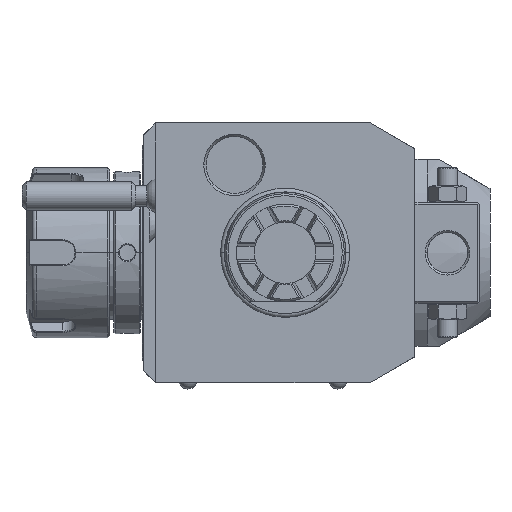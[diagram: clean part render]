
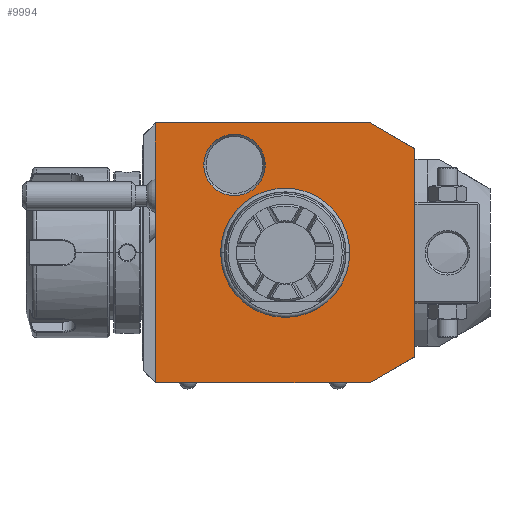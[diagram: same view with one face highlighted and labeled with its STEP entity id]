
A CAD part, front view. The second image highlights one B-rep face of the part: STEP entity #9994.
In plain terms, the highlighted planar face has unit normal (0, -1, 0).
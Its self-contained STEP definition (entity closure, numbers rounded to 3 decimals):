
#1=DIRECTION('',(0.866,0.,0.5));
#2=VECTOR('',#1,12.702);
#3=CARTESIAN_POINT('',(21.,0.,-32.));
#4=LINE('',#3,#2);
#5=DIRECTION('',(1.,0.,0.));
#6=VECTOR('',#5,53.);
#7=CARTESIAN_POINT('',(-32.,0.,-32.));
#8=LINE('',#7,#6);
#9=DIRECTION('',(0.,0.,-1.));
#10=VECTOR('',#9,64.);
#11=CARTESIAN_POINT('',(-32.,0.,32.));
#12=LINE('',#11,#10);
#13=DIRECTION('',(-1.,0.,0.));
#14=VECTOR('',#13,53.);
#15=CARTESIAN_POINT('',(21.,0.,32.));
#16=LINE('',#15,#14);
#17=DIRECTION('',(-0.866,0.,0.5));
#18=VECTOR('',#17,12.702);
#19=CARTESIAN_POINT('',(32.,0.,25.649));
#20=LINE('',#19,#18);
#21=DIRECTION('',(0.,0.,1.));
#22=VECTOR('',#21,51.298);
#23=CARTESIAN_POINT('',(32.,0.,-25.649));
#24=LINE('',#23,#22);
#25=CARTESIAN_POINT('',(-12.5,0.,21.651));
#26=DIRECTION('',(0.,1.,0.));
#27=DIRECTION('',(1.,0.,0.));
#28=AXIS2_PLACEMENT_3D('',#25,#26,#27);
#30=CARTESIAN_POINT('',(-12.5,0.,21.651));
#31=DIRECTION('',(0.,1.,0.));
#32=DIRECTION('',(-1.,0.,0.));
#33=AXIS2_PLACEMENT_3D('',#30,#31,#32);
#7134=CARTESIAN_POINT('',(0.,0.,0.));
#7135=DIRECTION('',(0.,-1.,0.));
#7136=DIRECTION('',(1.,0.,0.));
#7137=AXIS2_PLACEMENT_3D('',#7134,#7135,#7136);
#7139=CARTESIAN_POINT('',(0.,0.,0.));
#7140=DIRECTION('',(0.,-1.,0.));
#7141=DIRECTION('',(-1.,0.,0.));
#7142=AXIS2_PLACEMENT_3D('',#7139,#7140,#7141);
#8943=CARTESIAN_POINT('',(-4.923,0.,21.651));
#8944=CARTESIAN_POINT('',(-20.077,0.,21.651));
#8945=VERTEX_POINT('',#8943);
#8946=VERTEX_POINT('',#8944);
#9729=CARTESIAN_POINT('',(21.,0.,-32.));
#9730=CARTESIAN_POINT('',(32.,0.,-25.649));
#9731=VERTEX_POINT('',#9729);
#9732=VERTEX_POINT('',#9730);
#9733=CARTESIAN_POINT('',(32.,0.,25.649));
#9734=VERTEX_POINT('',#9733);
#9735=CARTESIAN_POINT('',(21.,0.,32.));
#9736=VERTEX_POINT('',#9735);
#9737=CARTESIAN_POINT('',(-32.,0.,32.));
#9738=VERTEX_POINT('',#9737);
#9739=CARTESIAN_POINT('',(-32.,0.,-32.));
#9740=VERTEX_POINT('',#9739);
#9789=CARTESIAN_POINT('',(15.783,0.,0.));
#9790=CARTESIAN_POINT('',(-15.783,0.,0.));
#9791=VERTEX_POINT('',#9789);
#9792=VERTEX_POINT('',#9790);
#9963=CARTESIAN_POINT('',(0.,0.,0.));
#9964=DIRECTION('',(0.,-1.,0.));
#9965=DIRECTION('',(-1.,0.,0.));
#9966=AXIS2_PLACEMENT_3D('',#9963,#9964,#9965);
#9967=PLANE('',#9966);
#9969=ORIENTED_EDGE('',*,*,#9968,.F.);
#9971=ORIENTED_EDGE('',*,*,#9970,.F.);
#9973=ORIENTED_EDGE('',*,*,#9972,.F.);
#9975=ORIENTED_EDGE('',*,*,#9974,.F.);
#9977=ORIENTED_EDGE('',*,*,#9976,.F.);
#9979=ORIENTED_EDGE('',*,*,#9978,.F.);
#9980=EDGE_LOOP('',(#9969,#9971,#9973,#9975,#9977,#9979));
#9981=FACE_OUTER_BOUND('',#9980,.F.);
#9983=ORIENTED_EDGE('',*,*,#9982,.T.);
#9985=ORIENTED_EDGE('',*,*,#9984,.T.);
#9986=EDGE_LOOP('',(#9983,#9985));
#9987=FACE_BOUND('',#9986,.F.);
#9989=ORIENTED_EDGE('',*,*,#9988,.F.);
#9991=ORIENTED_EDGE('',*,*,#9990,.F.);
#9992=EDGE_LOOP('',(#9989,#9991));
#9993=FACE_BOUND('',#9992,.F.);
#29=CIRCLE('',#28,7.577);
#34=CIRCLE('',#33,7.577);
#7138=CIRCLE('',#7137,15.783);
#7143=CIRCLE('',#7142,15.783);
#9968=EDGE_CURVE('',#9731,#9732,#4,.T.);
#9970=EDGE_CURVE('',#9740,#9731,#8,.T.);
#9972=EDGE_CURVE('',#9738,#9740,#12,.T.);
#9974=EDGE_CURVE('',#9736,#9738,#16,.T.);
#9976=EDGE_CURVE('',#9734,#9736,#20,.T.);
#9978=EDGE_CURVE('',#9732,#9734,#24,.T.);
#9982=EDGE_CURVE('',#9791,#9792,#7138,.T.);
#9984=EDGE_CURVE('',#9792,#9791,#7143,.T.);
#9988=EDGE_CURVE('',#8945,#8946,#29,.T.);
#9990=EDGE_CURVE('',#8946,#8945,#34,.T.);
#9994=ADVANCED_FACE('',(#9981,#9987,#9993),#9967,.T.);
